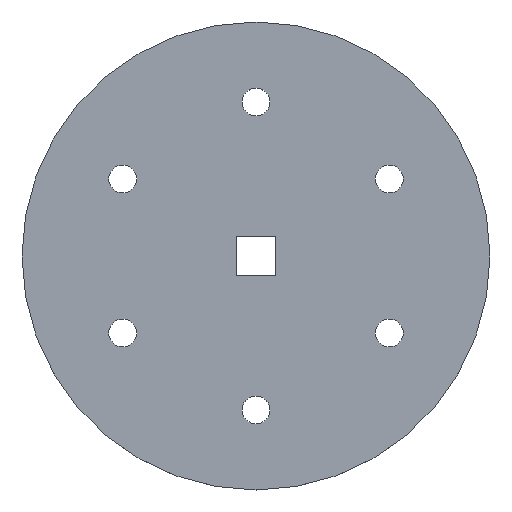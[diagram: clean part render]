
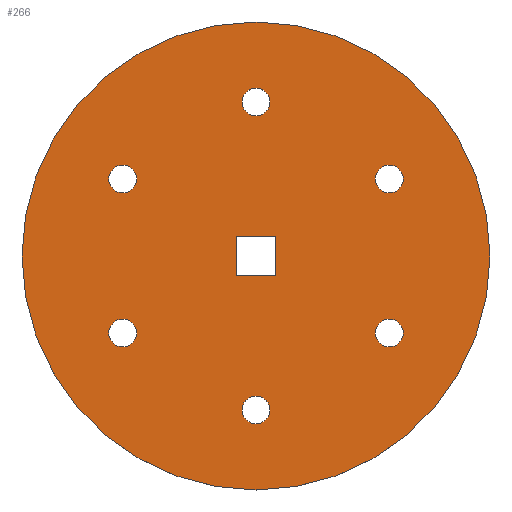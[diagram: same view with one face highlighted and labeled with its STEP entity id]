
A CAD part, top view. The second image highlights one B-rep face of the part: STEP entity #266.
In plain terms, the highlighted planar face has unit normal (0, 0, 1).
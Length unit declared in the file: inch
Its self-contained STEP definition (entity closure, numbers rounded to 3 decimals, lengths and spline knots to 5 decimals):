
#15=FACE_BOUND('',#60,.T.);
#16=FACE_BOUND('',#61,.T.);
#17=FACE_BOUND('',#62,.T.);
#18=FACE_BOUND('',#63,.T.);
#19=FACE_BOUND('',#64,.T.);
#20=FACE_BOUND('',#65,.T.);
#21=FACE_BOUND('',#66,.T.);
#33=PLANE('',#307);
#46=FACE_OUTER_BOUND('',#59,.T.);
#59=EDGE_LOOP('',(#226));
#60=EDGE_LOOP('',(#227));
#61=EDGE_LOOP('',(#228,#229,#230,#231));
#62=EDGE_LOOP('',(#232));
#63=EDGE_LOOP('',(#233));
#64=EDGE_LOOP('',(#234));
#65=EDGE_LOOP('',(#235));
#66=EDGE_LOOP('',(#236));
#83=LINE('',#428,#102);
#86=LINE('',#434,#105);
#89=LINE('',#440,#108);
#92=LINE('',#444,#111);
#102=VECTOR('',#357,0.3937);
#105=VECTOR('',#362,0.3937);
#108=VECTOR('',#367,0.3937);
#111=VECTOR('',#372,0.3937);
#113=CIRCLE('',#283,1.425);
#115=CIRCLE('',#286,0.08475);
#117=CIRCLE('',#289,0.08475);
#119=CIRCLE('',#292,0.08475);
#121=CIRCLE('',#295,0.08475);
#123=CIRCLE('',#298,0.08475);
#125=CIRCLE('',#305,0.08475);
#127=VERTEX_POINT('',#386);
#129=VERTEX_POINT('',#392);
#131=VERTEX_POINT('',#398);
#133=VERTEX_POINT('',#404);
#135=VERTEX_POINT('',#410);
#137=VERTEX_POINT('',#416);
#141=VERTEX_POINT('',#425);
#142=VERTEX_POINT('',#427);
#144=VERTEX_POINT('',#433);
#146=VERTEX_POINT('',#439);
#147=VERTEX_POINT('',#446);
#149=EDGE_CURVE('',#127,#127,#113,.T.);
#152=EDGE_CURVE('',#129,#129,#115,.T.);
#155=EDGE_CURVE('',#131,#131,#117,.T.);
#158=EDGE_CURVE('',#133,#133,#119,.T.);
#161=EDGE_CURVE('',#135,#135,#121,.T.);
#164=EDGE_CURVE('',#137,#137,#123,.T.);
#169=EDGE_CURVE('',#142,#141,#83,.T.);
#172=EDGE_CURVE('',#144,#142,#86,.T.);
#175=EDGE_CURVE('',#146,#144,#89,.T.);
#178=EDGE_CURVE('',#141,#146,#92,.T.);
#179=EDGE_CURVE('',#147,#147,#125,.T.);
#226=ORIENTED_EDGE('',*,*,#149,.F.);
#227=ORIENTED_EDGE('',*,*,#179,.T.);
#228=ORIENTED_EDGE('',*,*,#178,.T.);
#229=ORIENTED_EDGE('',*,*,#175,.T.);
#230=ORIENTED_EDGE('',*,*,#172,.T.);
#231=ORIENTED_EDGE('',*,*,#169,.T.);
#232=ORIENTED_EDGE('',*,*,#164,.T.);
#233=ORIENTED_EDGE('',*,*,#161,.T.);
#234=ORIENTED_EDGE('',*,*,#158,.T.);
#235=ORIENTED_EDGE('',*,*,#155,.T.);
#236=ORIENTED_EDGE('',*,*,#152,.T.);
#266=ADVANCED_FACE('',(#46,#15,#16,#17,#18,#19,#20,#21),#33,.T.);
#283=AXIS2_PLACEMENT_3D('',#387,#313,#314);
#286=AXIS2_PLACEMENT_3D('',#393,#320,#321);
#289=AXIS2_PLACEMENT_3D('',#399,#327,#328);
#292=AXIS2_PLACEMENT_3D('',#405,#334,#335);
#295=AXIS2_PLACEMENT_3D('',#411,#341,#342);
#298=AXIS2_PLACEMENT_3D('',#417,#348,#349);
#305=AXIS2_PLACEMENT_3D('',#447,#375,#376);
#307=AXIS2_PLACEMENT_3D('',#451,#380,#381);
#313=DIRECTION('center_axis',(0.,0.,-1.));
#314=DIRECTION('ref_axis',(1.,0.,0.));
#320=DIRECTION('center_axis',(0.,0.,
-1.));
#321=DIRECTION('ref_axis',(1.,0.,0.));
#327=DIRECTION('center_axis',(0.,0.,
-1.));
#328=DIRECTION('ref_axis',(1.,0.,0.));
#334=DIRECTION('center_axis',(0.,0.,
-1.));
#335=DIRECTION('ref_axis',(1.,0.,0.));
#341=DIRECTION('center_axis',(0.,0.,
-1.));
#342=DIRECTION('ref_axis',(1.,0.,0.));
#348=DIRECTION('center_axis',(0.,0.,
-1.));
#349=DIRECTION('ref_axis',(1.,0.,0.));
#357=DIRECTION('',(0.,1.,0.));
#362=DIRECTION('',(-1.,0.,0.));
#367=DIRECTION('',(0.,-1.,0.));
#372=DIRECTION('',(1.,0.,0.));
#375=DIRECTION('center_axis',(0.,0.,
-1.));
#376=DIRECTION('ref_axis',(1.,0.,0.));
#380=DIRECTION('center_axis',(0.,0.,1.));
#381=DIRECTION('ref_axis',(1.,0.,0.));
#386=CARTESIAN_POINT('',(-1.45015,-0.04517,0.0625));
#387=CARTESIAN_POINT('Origin',(-0.02515,-0.04517,
0.0625));
#392=CARTESIAN_POINT('',(-0.1099,0.89233,0.0625));
#393=CARTESIAN_POINT('Origin',(-0.02515,0.89233,0.0625));
#398=CARTESIAN_POINT('',(-0.9218,-0.51392,0.0625));
#399=CARTESIAN_POINT('Origin',(-0.83705,-0.51392,0.0625));
#404=CARTESIAN_POINT('',(-0.1099,-0.98267,0.0625));
#405=CARTESIAN_POINT('Origin',(-0.02515,-0.98267,0.0625));
#410=CARTESIAN_POINT('',(0.702,0.42358,0.0625));
#411=CARTESIAN_POINT('Origin',(0.78675,0.42358,0.0625));
#416=CARTESIAN_POINT('',(-0.9218,0.42358,0.0625));
#417=CARTESIAN_POINT('Origin',(-0.83705,0.42358,0.0625));
#425=CARTESIAN_POINT('',(-0.14665,0.07633,0.0625));
#427=CARTESIAN_POINT('',(-0.14665,-0.16667,0.0625));
#428=CARTESIAN_POINT('',(-0.14665,-0.16667,0.0625));
#433=CARTESIAN_POINT('',(0.09635,-0.16667,0.0625));
#434=CARTESIAN_POINT('',(0.09635,-0.16667,0.0625));
#439=CARTESIAN_POINT('',(0.09635,0.07633,0.0625));
#440=CARTESIAN_POINT('',(0.09635,0.07633,0.0625));
#444=CARTESIAN_POINT('',(-0.14665,0.07633,0.0625));
#446=CARTESIAN_POINT('',(0.702,-0.51392,0.0625));
#447=CARTESIAN_POINT('Origin',(0.78675,-0.51392,0.0625));
#451=CARTESIAN_POINT('Origin',(-0.02515,-0.04517,
0.0625));
